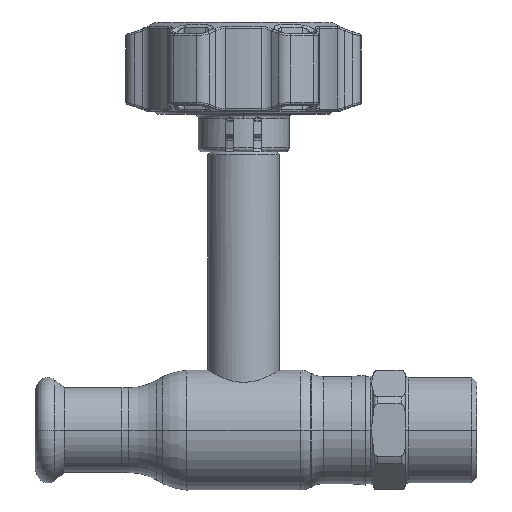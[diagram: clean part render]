
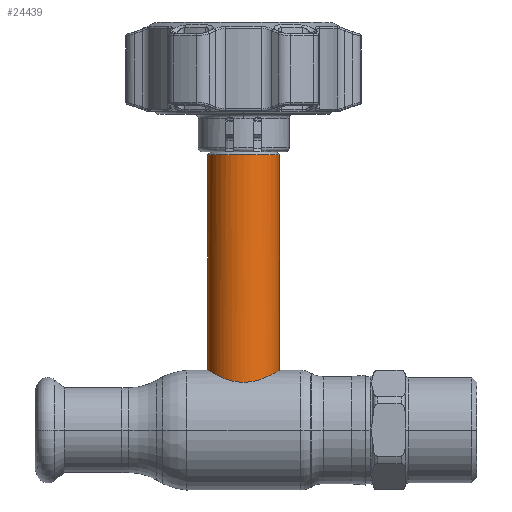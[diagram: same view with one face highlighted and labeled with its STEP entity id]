
A CAD part, top view. The second image highlights one B-rep face of the part: STEP entity #24439.
In plain terms, the highlighted cylindrical face has radius 9 mm (diameter 18 mm), a partial arc.
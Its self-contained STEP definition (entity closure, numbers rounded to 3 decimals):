
#14 = CARTESIAN_POINT ( 'NONE',  ( 9., 15., 0.305 ) ) ;
#714 = EDGE_CURVE ( 'NONE', #15734, #4598, #35191, .T. ) ;
#848 = EDGE_LOOP ( 'NONE', ( #27360, #13899, #27551, #9136 ) ) ;
#859 = DIRECTION ( 'NONE',  ( 0., -1., 0. ) ) ;
#1153 = CARTESIAN_POINT ( 'NONE',  ( -8.06, 14.454, 4.048 ) ) ;
#1524 = CARTESIAN_POINT ( 'NONE',  ( 2.086, 12.176, 8.76 ) ) ;
#1713 = CARTESIAN_POINT ( 'NONE',  ( -4.543, 12.824, 7.791 ) ) ;
#1922 = CARTESIAN_POINT ( 'NONE',  ( -8.7, 14.821, 2.382 ) ) ;
#2265 = CARTESIAN_POINT ( 'NONE',  ( 7.296, 14.043, 5.277 ) ) ;
#2613 = CYLINDRICAL_SURFACE ( 'NONE', #10249, 9. ) ;
#2646 = CARTESIAN_POINT ( 'NONE',  ( 8.685, 14.813, 2.378 ) ) ;
#4175 = CARTESIAN_POINT ( 'NONE',  ( -7.781, 14.299, 4.56 ) ) ;
#4374 = CARTESIAN_POINT ( 'NONE',  ( 3.223, 12.423, 8.408 ) ) ;
#4539 = CARTESIAN_POINT ( 'NONE',  ( 5.507, 13.196, 7.142 ) ) ;
#4598 = VERTEX_POINT ( 'NONE', #28211 ) ;
#5652 = CARTESIAN_POINT ( 'NONE',  ( 8.406, 14.651, 3.229 ) ) ;
#6998 = CARTESIAN_POINT ( 'NONE',  ( -2.963, 12.35, 8.518 ) ) ;
#7183 = CARTESIAN_POINT ( 'NONE',  ( 0.606, 12., 9. ) ) ;
#7366 = CARTESIAN_POINT ( 'NONE',  ( 4.026, 12.655, 8.055 ) ) ;
#7726 = CARTESIAN_POINT ( 'NONE',  ( -1.509, 12.091, 8.878 ) ) ;
#9136 = ORIENTED_EDGE ( 'NONE', *, *, #22278, .T. ) ;
#9466 = CARTESIAN_POINT ( 'NONE',  ( 9., 0., 0. ) ) ;
#9967 = CARTESIAN_POINT ( 'NONE',  ( -2.387, 12.221, 8.698 ) ) ;
#10180 = CARTESIAN_POINT ( 'NONE',  ( 3.763, 12.574, 8.181 ) ) ;
#10249 = AXIS2_PLACEMENT_3D ( 'NONE', #13325, #22365, #30443 ) ;
#10531 = CARTESIAN_POINT ( 'NONE',  ( -8.519, 14.715, 2.961 ) ) ;
#10713 = CARTESIAN_POINT ( 'NONE',  ( 8.984, 14.991, 0.611 ) ) ;
#10922 = CARTESIAN_POINT ( 'NONE',  ( 8.878, 14.927, 1.506 ) ) ;
#12293 = DIRECTION ( 'NONE',  ( -1., 0., 0. ) ) ;
#12910 = CARTESIAN_POINT ( 'NONE',  ( -9., 69.069, 0. ) ) ;
#12967 = CARTESIAN_POINT ( 'NONE',  ( -9., 15., 0. ) ) ;
#13163 = CARTESIAN_POINT ( 'NONE',  ( 5.948, 13.389, 6.778 ) ) ;
#13325 = CARTESIAN_POINT ( 'NONE',  ( 0., 0., 0. ) ) ;
#13473 = LINE ( 'NONE', #36388, #22238 ) ;
#13899 = ORIENTED_EDGE ( 'NONE', *, *, #28585, .T. ) ;
#14091 = CARTESIAN_POINT ( 'NONE',  ( 9., 15., 0. ) ) ;
#15148 = CARTESIAN_POINT ( 'NONE',  ( -9., 15., 0. ) ) ;
#15614 = CARTESIAN_POINT ( 'NONE',  ( 2.947, 12.353, 8.509 ) ) ;
#15734 = VERTEX_POINT ( 'NONE', #24326 ) ;
#15810 = CARTESIAN_POINT ( 'NONE',  ( -9., 15., 0.611 ) ) ;
#15984 = CARTESIAN_POINT ( 'NONE',  ( -7.126, 13.954, 5.528 ) ) ;
#16473 = VERTEX_POINT ( 'NONE', #15148 ) ;
#16936 = CARTESIAN_POINT ( 'NONE',  ( 8.059, 14.454, 4.05 ) ) ;
#17137 = EDGE_CURVE ( 'NONE', #36621, #16473, #13473, .T. ) ;
#18448 = CARTESIAN_POINT ( 'NONE',  ( -1.213, 12.057, 8.923 ) ) ;
#18655 = CARTESIAN_POINT ( 'NONE',  ( 1.205, 12.046, 8.939 ) ) ;
#18844 = CARTESIAN_POINT ( 'NONE',  ( 4.539, 12.827, 7.777 ) ) ;
#19223 = CARTESIAN_POINT ( 'NONE',  ( -8.938, 14.963, 1.209 ) ) ;
#19958 = CARTESIAN_POINT ( 'NONE',  ( 7.781, 14.299, 4.56 ) ) ;
#21650 = CARTESIAN_POINT ( 'NONE',  ( -0.613, 12.012, 8.984 ) ) ;
#21968 = AXIS2_PLACEMENT_3D ( 'NONE', #26628, #859, #12293 ) ;
#22238 = VECTOR ( 'NONE', #25159, 1000. ) ;
#22278 = EDGE_CURVE ( 'NONE', #16473, #4598, #27324, .T. ) ;
#22365 = DIRECTION ( 'NONE',  ( 0., -1., 0. ) ) ;
#22400 = CARTESIAN_POINT ( 'NONE',  ( 8.923, 14.954, 1.21 ) ) ;
#22577 = CIRCLE ( 'NONE', #21968, 9. ) ;
#24105 = CARTESIAN_POINT ( 'NONE',  ( -5.259, 13.1, 7.309 ) ) ;
#24326 = CARTESIAN_POINT ( 'NONE',  ( 9., 69.069, 0. ) ) ;
#24439 = ADVANCED_FACE ( 'NONE', ( #30998 ), #2613, .T. ) ;
#24470 = CARTESIAN_POINT ( 'NONE',  ( -0.308, 12., 9. ) ) ;
#25159 = DIRECTION ( 'NONE',  ( 0., -1., 0. ) ) ;
#26628 = CARTESIAN_POINT ( 'NONE',  ( 0., 69.069, 0. ) ) ;
#26773 = DIRECTION ( 'NONE',  ( 0., -1., 0. ) ) ;
#27116 = CARTESIAN_POINT ( 'NONE',  ( -6.758, 13.768, 5.971 ) ) ;
#27313 = CARTESIAN_POINT ( 'NONE',  ( -5.937, 13.387, 6.77 ) ) ;
#27324 = B_SPLINE_CURVE_WITH_KNOTS ( 'NONE', 3,
 ( #12967, #15810, #19223, #1922, #10531, #1153, #4175, #15984, #27116, #27484, #27313, #32914, #24105, #1713, #33457, #6998, #9967, #7726, #18448, #21650, #24470, #7183, #18655, #1524, #30114, #15614, #4374, #10180, #7366, #18844, #30291, #4539, #13163, #36094, #28407, #36843, #2265, #19958, #16936, #5652, #28220, #2646, #28016, #10922, #22400, #10713, #14, #14091 ),
 .UNSPECIFIED., .F., .F.,
 ( 4, 2, 2, 2, 2, 2, 2, 2, 2, 2, 2, 2, 2, 2, 2, 2, 2, 2, 2, 2, 2, 2, 2, 4 ),
 ( 0., 0.002, 0.004, 0.005, 0.007, 0.008, 0.009, 0.011, 0.013, 0.014, 0.014, 0.016, 0.017, 0.018, 0.019, 0.02, 0.022, 0.023, 0.023, 0.025, 0.026, 0.027, 0.028, 0.029 ),
 .UNSPECIFIED. ) ;
#27360 = ORIENTED_EDGE ( 'NONE', *, *, #714, .F. ) ;
#27484 = CARTESIAN_POINT ( 'NONE',  ( -6.15, 13.483, 6.577 ) ) ;
#27551 = ORIENTED_EDGE ( 'NONE', *, *, #17137, .T. ) ;
#28016 = CARTESIAN_POINT ( 'NONE',  ( 8.759, 14.857, 2.09 ) ) ;
#28211 = CARTESIAN_POINT ( 'NONE',  ( 9., 15., 0. ) ) ;
#28220 = CARTESIAN_POINT ( 'NONE',  ( 8.509, 14.711, 2.947 ) ) ;
#28407 = CARTESIAN_POINT ( 'NONE',  ( 6.756, 13.77, 5.953 ) ) ;
#28585 = EDGE_CURVE ( 'NONE', #15734, #36621, #22577, .T. ) ;
#28765 = VECTOR ( 'NONE', #26773, 1000. ) ;
#30114 = CARTESIAN_POINT ( 'NONE',  ( 2.378, 12.23, 8.685 ) ) ;
#30291 = CARTESIAN_POINT ( 'NONE',  ( 4.789, 12.918, 7.626 ) ) ;
#30443 = DIRECTION ( 'NONE',  ( -1., 0., 0. ) ) ;
#30998 = FACE_OUTER_BOUND ( 'NONE', #848, .T. ) ;
#32914 = CARTESIAN_POINT ( 'NONE',  ( -5.492, 13.196, 7.136 ) ) ;
#33457 = CARTESIAN_POINT ( 'NONE',  ( -4.037, 12.65, 8.065 ) ) ;
#35191 = LINE ( 'NONE', #9466, #28765 ) ;
#36094 = CARTESIAN_POINT ( 'NONE',  ( 6.56, 13.675, 6.169 ) ) ;
#36388 = CARTESIAN_POINT ( 'NONE',  ( -9., 0., 0. ) ) ;
#36621 = VERTEX_POINT ( 'NONE', #12910 ) ;
#36843 = CARTESIAN_POINT ( 'NONE',  ( 7.124, 13.954, 5.508 ) ) ;
